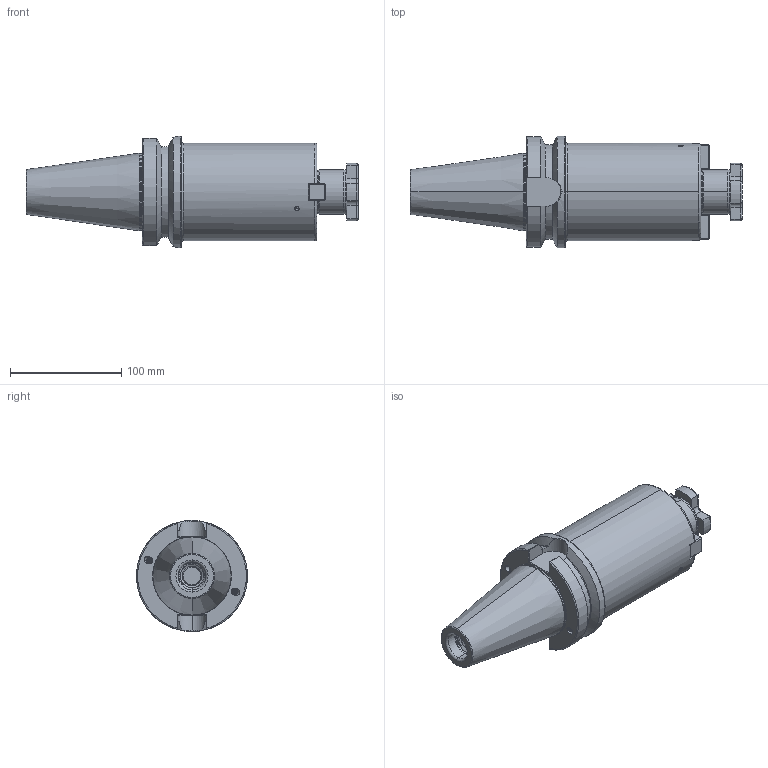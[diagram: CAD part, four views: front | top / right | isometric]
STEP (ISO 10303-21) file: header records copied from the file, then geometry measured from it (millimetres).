
FILE_DESCRIPTION (( 'STEP AP203' ), '1' );
FILE_NAME ('506.11.40.2.STEP', '2016-11-26T02:41:50', ( '' ), ( '' ), 'SwSTEP 2.0', 'SolidWorks 2012', '' );
FILE_SCHEMA (( 'CONFIG_CONTROL_DESIGN' ));
Length unit declared in the file: millimetre
Products named in the file (5): 506.11.40.2; 102.11.32_M5xP0.8-14L; 面銑刀墊塊40; 十字螺絲FMB40
Assembly tree (6 placements, depth 2):
  506.11.40.2
    506.11.40.2
    十字螺絲FMB40
    面銑刀墊塊40  x2
    102.11.32_M5xP0.8-14L  x2
Bounding box: 298.8 x 100 x 100 mm (x, y, z)
Volume: 1180860.7 mm3; surface area: 126265.2 mm2
Topology: 6 solids, 6 shells, 702 faces, 1868 edges, 1176 vertices
Faces by surface type: cylinder 373, plane 152, cone 72, torus 56, bspline 49
Entity records: 42818 total; most frequent: CARTESIAN_POINT 29106, ORIENTED_EDGE 3228, DIRECTION 2311, EDGE_CURVE 1614, VERTEX_POINT 1031, AXIS2_PLACEMENT_3D 865, EDGE_LOOP 629, ADVANCED_FACE 602
